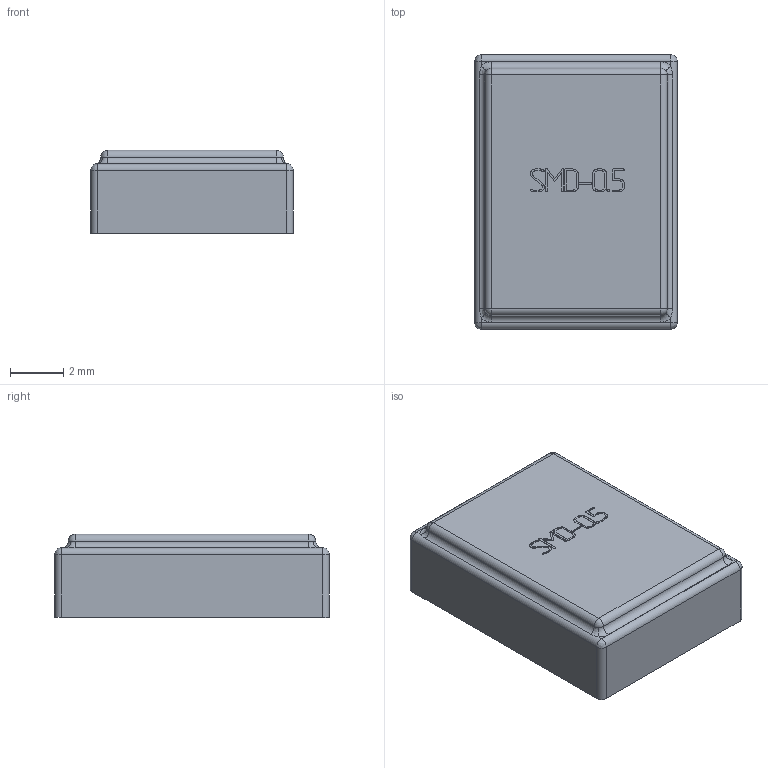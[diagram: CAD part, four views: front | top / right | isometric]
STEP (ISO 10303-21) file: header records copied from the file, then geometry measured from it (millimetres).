
FILE_DESCRIPTION(('STEP AP214'), '1');
FILE_NAME('Package_SMD-0.5', '2019-02-28T14:29:14', ('VoropaevVV'), (''), 'ASCON STEP Converter 1.3', 'ASCON Math Kernel', '');
FILE_SCHEMA(('AUTOMOTIVE_DESIGN { 1 0 10303 214 3 1 1}'));
Length unit declared in the file: millimetre
Bounding box: 7.6 x 10.3 x 3.12 mm (x, y, z)
Volume: 235.9 mm3; surface area: 255 mm2
Topology: 1 solids, 1 shells, 418 faces, 1182 edges, 770 vertices
Faces by surface type: plane 294, cylinder 96, cone 12, bspline 8, sphere 4, torus 4
Entity records: 17068 total; most frequent: CARTESIAN_POINT 2731, ORIENTED_EDGE 2348, DIRECTION 2212, EDGE_CURVE 1174, LINE 942, VECTOR 942, VERTEX_POINT 772, AXIS2_PLACEMENT_3D 635
